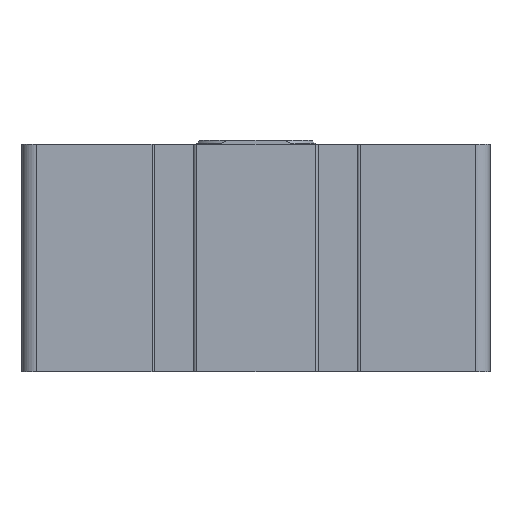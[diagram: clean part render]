
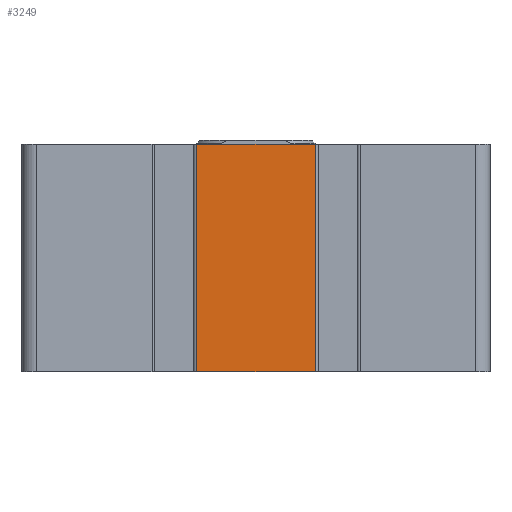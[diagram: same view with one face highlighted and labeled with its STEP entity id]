
A CAD part, front view. The second image highlights one B-rep face of the part: STEP entity #3249.
In plain terms, the highlighted planar face has unit normal (0, -1, 0).
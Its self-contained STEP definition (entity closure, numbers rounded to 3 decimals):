
#407=ORIENTED_EDGE('',*,*,#1342,.F.);
#408=ORIENTED_EDGE('',*,*,#1341,.F.);
#409=ORIENTED_EDGE('',*,*,#1343,.T.);
#410=ORIENTED_EDGE('',*,*,#1344,.T.);
#1341=EDGE_CURVE('',#1800,#1799,#2134,.T.);
#1342=EDGE_CURVE('',#1799,#1801,#2135,.T.);
#1343=EDGE_CURVE('',#1800,#1802,#2136,.T.);
#1344=EDGE_CURVE('',#1802,#1801,#2137,.T.);
#1799=VERTEX_POINT('',#5005);
#1800=VERTEX_POINT('',#5007);
#1801=VERTEX_POINT('',#5011);
#1802=VERTEX_POINT('',#5013);
#2134=LINE('',#5008,#2410);
#2135=LINE('',#5010,#2411);
#2136=LINE('',#5012,#2412);
#2137=LINE('',#5014,#2413);
#2410=VECTOR('',#3949,1000.);
#2411=VECTOR('',#3952,1000.);
#2412=VECTOR('',#3953,1000.);
#2413=VECTOR('',#3954,1000.);
#2668=EDGE_LOOP('',(#407,#408,#409,#410));
#2914=FACE_BOUND('',#2668,.T.);
#3152=PLANE('',#3485);
#3249=ADVANCED_FACE('',(#2914),#3152,.T.);
#3485=AXIS2_PLACEMENT_3D('',#5009,#3950,#3951);
#3949=DIRECTION('',(0.,0.,1.));
#3950=DIRECTION('',(0.,-1.,0.));
#3951=DIRECTION('',(0.,0.,-1.));
#3952=DIRECTION('',(1.,0.,0.));
#3953=DIRECTION('',(1.,0.,0.));
#3954=DIRECTION('',(0.,0.,1.));
#5005=CARTESIAN_POINT('',(-8.,-31.5,0.));
#5007=CARTESIAN_POINT('',(-8.,-31.5,-30.6));
#5008=CARTESIAN_POINT('',(-8.,-31.5,-30.6));
#5009=CARTESIAN_POINT('',(-8.,-31.5,-30.6));
#5010=CARTESIAN_POINT('',(-8.,-31.5,0.));
#5011=CARTESIAN_POINT('',(8.,-31.5,0.));
#5012=CARTESIAN_POINT('',(-8.,-31.5,-30.6));
#5013=CARTESIAN_POINT('',(8.,-31.5,-30.6));
#5014=CARTESIAN_POINT('',(8.,-31.5,-30.6));
